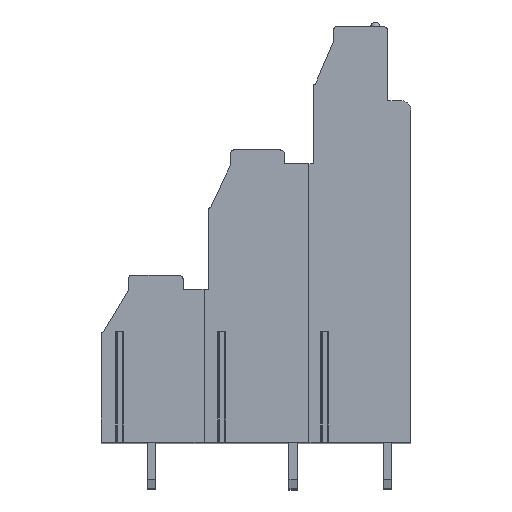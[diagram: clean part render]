
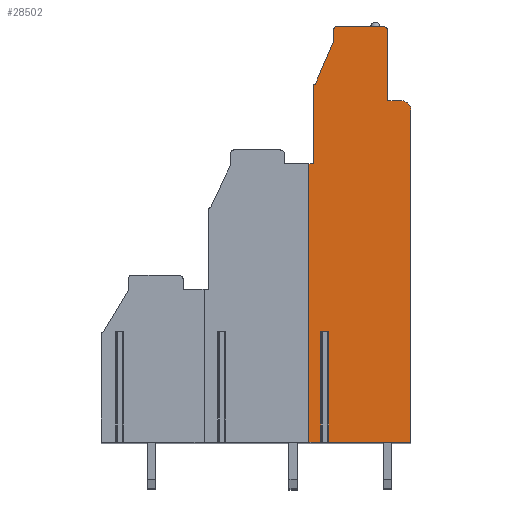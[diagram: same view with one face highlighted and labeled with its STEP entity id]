
A CAD part, top view. The second image highlights one B-rep face of the part: STEP entity #28502.
In plain terms, the highlighted planar face has unit normal (0, 0, 1).
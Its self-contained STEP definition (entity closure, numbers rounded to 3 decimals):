
#210=DIRECTION('',(1.,0.,0.));
#211=VECTOR('',#210,0.856);
#212=CARTESIAN_POINT('',(0.772,-18.05,88.9));
#213=LINE('',#212,#211);
#214=DIRECTION('',(0.,-1.,0.));
#215=VECTOR('',#214,11.95);
#216=CARTESIAN_POINT('',(0.772,-18.05,88.9));
#217=LINE('',#216,#215);
#218=DIRECTION('',(1.,0.,0.));
#219=VECTOR('',#218,1.272);
#220=CARTESIAN_POINT('',(-0.5,-30.,88.9));
#221=LINE('',#220,#219);
#222=DIRECTION('',(0.,1.,0.));
#223=VECTOR('',#222,30.);
#224=CARTESIAN_POINT('',(-0.5,-30.,88.9));
#225=LINE('',#224,#223);
#226=DIRECTION('',(-1.,0.,0.));
#227=VECTOR('',#226,0.5);
#228=CARTESIAN_POINT('',(0.,0.,88.9));
#229=LINE('',#228,#227);
#230=DIRECTION('',(0.,-1.,0.));
#231=VECTOR('',#230,8.4);
#232=CARTESIAN_POINT('',(0.,8.4,88.9));
#233=LINE('',#232,#231);
#234=CARTESIAN_POINT('',(0.2,8.4,88.9));
#235=DIRECTION('',(0.,0.,1.));
#236=DIRECTION('',(0.,1.,0.));
#237=AXIS2_PLACEMENT_3D('',#234,#235,#236);
#239=DIRECTION('',(-0.392,-0.92,0.));
#240=VECTOR('',#239,5.108);
#241=CARTESIAN_POINT('',(2.2,13.3,88.9));
#242=LINE('',#241,#240);
#243=DIRECTION('',(0.,-1.,0.));
#244=VECTOR('',#243,1.2);
#245=CARTESIAN_POINT('',(2.2,14.5,88.9));
#246=LINE('',#245,#244);
#247=CARTESIAN_POINT('',(2.5,14.5,88.9));
#248=DIRECTION('',(0.,0.,1.));
#249=DIRECTION('',(0.,1.,0.));
#250=AXIS2_PLACEMENT_3D('',#247,#248,#249);
#252=DIRECTION('',(-1.,0.,0.));
#253=VECTOR('',#252,5.);
#254=CARTESIAN_POINT('',(7.5,14.8,88.9));
#255=LINE('',#254,#253);
#256=CARTESIAN_POINT('',(7.5,14.3,88.9));
#257=DIRECTION('',(0.,0.,1.));
#258=DIRECTION('',(1.,0.,0.));
#259=AXIS2_PLACEMENT_3D('',#256,#257,#258);
#261=DIRECTION('',(0.,1.,0.));
#262=VECTOR('',#261,7.5);
#263=CARTESIAN_POINT('',(8.,6.8,88.9));
#264=LINE('',#263,#262);
#265=DIRECTION('',(-1.,0.,0.));
#266=VECTOR('',#265,1.5);
#267=CARTESIAN_POINT('',(9.5,6.8,88.9));
#268=LINE('',#267,#266);
#269=CARTESIAN_POINT('',(9.5,5.8,88.9));
#270=DIRECTION('',(0.,0.,1.));
#271=DIRECTION('',(1.,0.,0.));
#272=AXIS2_PLACEMENT_3D('',#269,#270,#271);
#274=DIRECTION('',(0.,1.,0.));
#275=VECTOR('',#274,35.8);
#276=CARTESIAN_POINT('',(10.5,-30.,88.9));
#277=LINE('',#276,#275);
#278=DIRECTION('',(1.,0.,0.));
#279=VECTOR('',#278,8.872);
#280=CARTESIAN_POINT('',(1.628,-30.,88.9));
#281=LINE('',#280,#279);
#282=DIRECTION('',(0.,-1.,0.));
#283=VECTOR('',#282,11.95);
#284=CARTESIAN_POINT('',(1.628,-18.05,88.9));
#285=LINE('',#284,#283);
#21700=CARTESIAN_POINT('',(10.5,-30.,88.9));
#21701=CARTESIAN_POINT('',(10.5,5.8,88.9));
#21702=VERTEX_POINT('',#21700);
#21703=VERTEX_POINT('',#21701);
#21704=CARTESIAN_POINT('',(9.5,6.8,88.9));
#21705=VERTEX_POINT('',#21704);
#21706=CARTESIAN_POINT('',(8.,6.8,88.9));
#21707=VERTEX_POINT('',#21706);
#21708=CARTESIAN_POINT('',(8.,14.3,88.9));
#21709=VERTEX_POINT('',#21708);
#21710=CARTESIAN_POINT('',(7.5,14.8,88.9));
#21711=VERTEX_POINT('',#21710);
#21712=CARTESIAN_POINT('',(2.5,14.8,88.9));
#21713=VERTEX_POINT('',#21712);
#21714=CARTESIAN_POINT('',(2.2,14.5,88.9));
#21715=VERTEX_POINT('',#21714);
#21716=CARTESIAN_POINT('',(2.2,13.3,88.9));
#21717=VERTEX_POINT('',#21716);
#21718=CARTESIAN_POINT('',(0.2,8.6,88.9));
#21719=VERTEX_POINT('',#21718);
#21720=CARTESIAN_POINT('',(0.,8.4,88.9));
#21721=VERTEX_POINT('',#21720);
#21722=CARTESIAN_POINT('',(0.,0.,88.9));
#21723=VERTEX_POINT('',#21722);
#21748=CARTESIAN_POINT('',(-0.5,-30.,88.9));
#21749=CARTESIAN_POINT('',(-0.5,0.,88.9));
#21750=VERTEX_POINT('',#21748);
#21751=VERTEX_POINT('',#21749);
#21808=CARTESIAN_POINT('',(0.772,-18.05,88.9));
#21809=CARTESIAN_POINT('',(1.628,-18.05,88.9));
#21810=VERTEX_POINT('',#21808);
#21811=VERTEX_POINT('',#21809);
#21816=CARTESIAN_POINT('',(0.772,-30.,88.9));
#21817=VERTEX_POINT('',#21816);
#21818=CARTESIAN_POINT('',(1.628,-30.,88.9));
#21819=VERTEX_POINT('',#21818);
#28459=CARTESIAN_POINT('',(0.,0.,88.9));
#28460=DIRECTION('',(0.,0.,1.));
#28461=DIRECTION('',(1.,0.,0.));
#28462=AXIS2_PLACEMENT_3D('',#28459,#28460,#28461);
#28463=PLANE('',#28462);
#28465=ORIENTED_EDGE('',*,*,#28464,.F.);
#28467=ORIENTED_EDGE('',*,*,#28466,.T.);
#28469=ORIENTED_EDGE('',*,*,#28468,.F.);
#28471=ORIENTED_EDGE('',*,*,#28470,.T.);
#28473=ORIENTED_EDGE('',*,*,#28472,.F.);
#28475=ORIENTED_EDGE('',*,*,#28474,.F.);
#28477=ORIENTED_EDGE('',*,*,#28476,.F.);
#28479=ORIENTED_EDGE('',*,*,#28478,.F.);
#28481=ORIENTED_EDGE('',*,*,#28480,.F.);
#28483=ORIENTED_EDGE('',*,*,#28482,.F.);
#28485=ORIENTED_EDGE('',*,*,#28484,.F.);
#28487=ORIENTED_EDGE('',*,*,#28486,.F.);
#28489=ORIENTED_EDGE('',*,*,#28488,.F.);
#28491=ORIENTED_EDGE('',*,*,#28490,.F.);
#28493=ORIENTED_EDGE('',*,*,#28492,.F.);
#28495=ORIENTED_EDGE('',*,*,#28494,.F.);
#28497=ORIENTED_EDGE('',*,*,#28496,.F.);
#28499=ORIENTED_EDGE('',*,*,#28498,.F.);
#28500=EDGE_LOOP('',(#28465,#28467,#28469,#28471,#28473,#28475,#28477,#28479,
#28481,#28483,#28485,#28487,#28489,#28491,#28493,#28495,#28497,#28499));
#28501=FACE_OUTER_BOUND('',#28500,.F.);
#28502=ADVANCED_FACE('',(#28501),#28463,.T.);
#238=CIRCLE('',#237,0.2);
#251=CIRCLE('',#250,0.3);
#260=CIRCLE('',#259,0.5);
#273=CIRCLE('',#272,1.);
#28464=EDGE_CURVE('',#21810,#21811,#213,.T.);
#28466=EDGE_CURVE('',#21810,#21817,#217,.T.);
#28468=EDGE_CURVE('',#21750,#21817,#221,.T.);
#28470=EDGE_CURVE('',#21750,#21751,#225,.T.);
#28472=EDGE_CURVE('',#21723,#21751,#229,.T.);
#28474=EDGE_CURVE('',#21721,#21723,#233,.T.);
#28476=EDGE_CURVE('',#21719,#21721,#238,.T.);
#28478=EDGE_CURVE('',#21717,#21719,#242,.T.);
#28480=EDGE_CURVE('',#21715,#21717,#246,.T.);
#28482=EDGE_CURVE('',#21713,#21715,#251,.T.);
#28484=EDGE_CURVE('',#21711,#21713,#255,.T.);
#28486=EDGE_CURVE('',#21709,#21711,#260,.T.);
#28488=EDGE_CURVE('',#21707,#21709,#264,.T.);
#28490=EDGE_CURVE('',#21705,#21707,#268,.T.);
#28492=EDGE_CURVE('',#21703,#21705,#273,.T.);
#28494=EDGE_CURVE('',#21702,#21703,#277,.T.);
#28496=EDGE_CURVE('',#21819,#21702,#281,.T.);
#28498=EDGE_CURVE('',#21811,#21819,#285,.T.);
